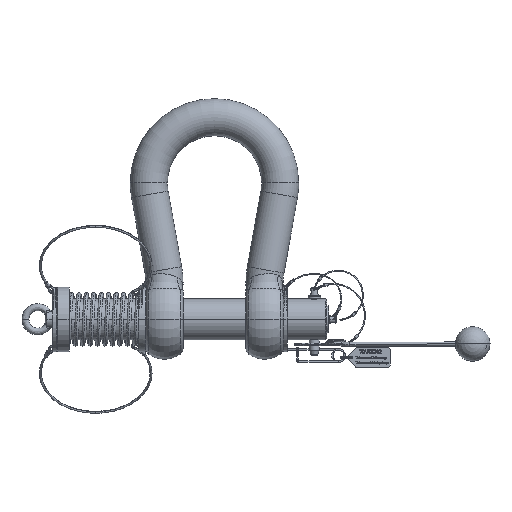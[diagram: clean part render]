
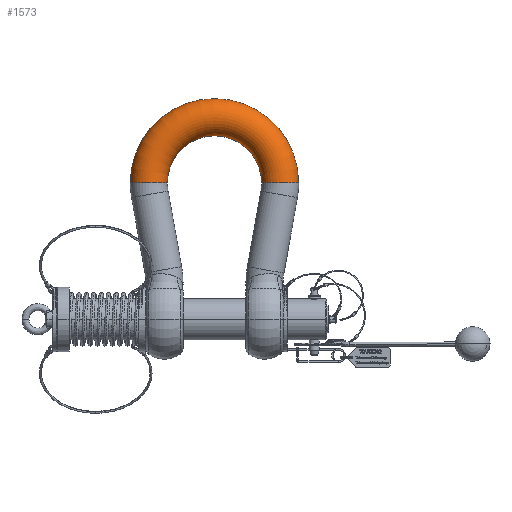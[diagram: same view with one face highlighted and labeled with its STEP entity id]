
A CAD part, top view. The second image highlights one B-rep face of the part: STEP entity #1573.
In plain terms, the highlighted toroidal (fillet/blend) face has major radius 132.5 mm and minor radius 37.5 mm.
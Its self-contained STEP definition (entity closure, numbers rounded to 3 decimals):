
#1573=ADVANCED_FACE('',(#3218),#3219,.T.);
#3218=FACE_OUTER_BOUND('',#6615,.T.);
#3219=TOROIDAL_SURFACE('',#6616,132.5,37.5);
#6615=EDGE_LOOP('',(#69869,#69870,#69871,#69872));
#6616=AXIS2_PLACEMENT_3D('',#69873,#69874,#69875);
#69869=ORIENTED_EDGE('',*,*,#81227,.F.);
#69870=ORIENTED_EDGE('',*,*,#81229,.T.);
#69871=ORIENTED_EDGE('',*,*,#81203,.T.);
#69872=ORIENTED_EDGE('',*,*,#81230,.F.);
#69873=CARTESIAN_POINT('',(-29.563,119.643,-2.331));
#69874=DIRECTION('',(0.0,0.0,1.0));
#69875=DIRECTION('',(1.0,0.0,0.0));
#81203=EDGE_CURVE('',#85411,#85412,#85413,.T.);
#81227=EDGE_CURVE('',#85458,#85460,#85461,.T.);
#81229=EDGE_CURVE('',#85458,#85411,#85463,.T.);
#81230=EDGE_CURVE('',#85460,#85412,#85464,.T.);
#85411=VERTEX_POINT('',#92386);
#85412=VERTEX_POINT('',#92387);
#85413=CIRCLE('',#92388,37.5);
#85458=VERTEX_POINT('',#92506);
#85460=VERTEX_POINT('',#92508);
#85461=CIRCLE('',#92509,37.5);
#85463=CIRCLE('',#92511,170.0);
#85464=CIRCLE('',#92512,95.0);
#92386=CARTESIAN_POINT('',(-199.563,119.643,-2.331));
#92387=CARTESIAN_POINT('',(-124.563,119.643,-2.331));
#92388=AXIS2_PLACEMENT_3D('',#128103,#128104,#128105);
#92506=CARTESIAN_POINT('',(140.437,119.643,-2.331));
#92508=CARTESIAN_POINT('',(65.437,119.643,-2.331));
#92509=AXIS2_PLACEMENT_3D('',#128154,#128155,#128156);
#92511=AXIS2_PLACEMENT_3D('',#128160,#128161,#128162);
#92512=AXIS2_PLACEMENT_3D('',#128163,#128164,#128165);
#128103=CARTESIAN_POINT('',(-162.063,119.643,-2.331));
#128104=DIRECTION('',(0.,1.0,0.0));
#128105=DIRECTION('',(-1.0,0.,0.0));
#128154=CARTESIAN_POINT('',(102.937,119.643,-2.331));
#128155=DIRECTION('',(0.0,-1.0,0.0));
#128156=DIRECTION('',(0.0,0.0,-1.0));
#128160=CARTESIAN_POINT('',(-29.563,119.643,-2.331));
#128161=DIRECTION('',(0.0,0.0,1.0));
#128162=DIRECTION('',(1.0,0.0,0.0));
#128163=CARTESIAN_POINT('',(-29.563,119.643,-2.331));
#128164=DIRECTION('',(0.0,0.0,1.0));
#128165=DIRECTION('',(1.0,0.0,0.0));
